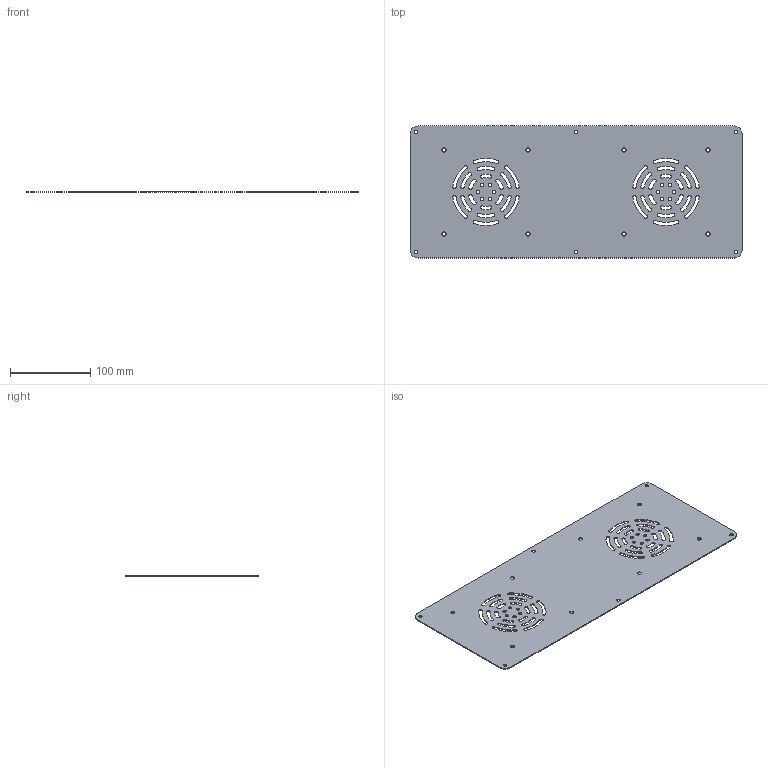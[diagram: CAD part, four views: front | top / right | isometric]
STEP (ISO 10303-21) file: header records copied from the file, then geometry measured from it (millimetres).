
FILE_DESCRIPTION(/* description */ (''),/* implementation_level */ '2;1');
FILE_NAME(/* name */ 'Upper Fan Cover.ipt.step',/* time_stamp */ '2022-11-29T08:47:44+01:00',/* author */ ('diederichbenedict'),/* organization */ (''),/* preprocessor_version */ 'ST-DEVELOPER v18.1',/* originating_system */ 'Autodesk Inventor 2022',/* authorisation */ '');
FILE_SCHEMA (('AUTOMOTIVE_DESIGN { 1 0 10303 214 3 1 1 }'));
Length unit declared in the file: millimetre
Products named in the file (1): Upper Fan Cover
Bounding box: 415 x 165 x 1.2 mm (x, y, z)
Volume: 77526.1 mm3; surface area: 133231.8 mm2
Topology: 1 solids, 1 shells, 180 faces, 534 edges, 356 vertices
Faces by surface type: cylinder 174, plane 6
Full cylindrical faces by diameter (mm): 4.2 x18, 5.1 x8
Entity records: 6544 total; most frequent: DIRECTION 1244, CARTESIAN_POINT 1071, ORIENTED_EDGE 1068, EDGE_CURVE 534, AXIS2_PLACEMENT_3D 529, VERTEX_POINT 356, CIRCLE 348, EDGE_LOOP 304
